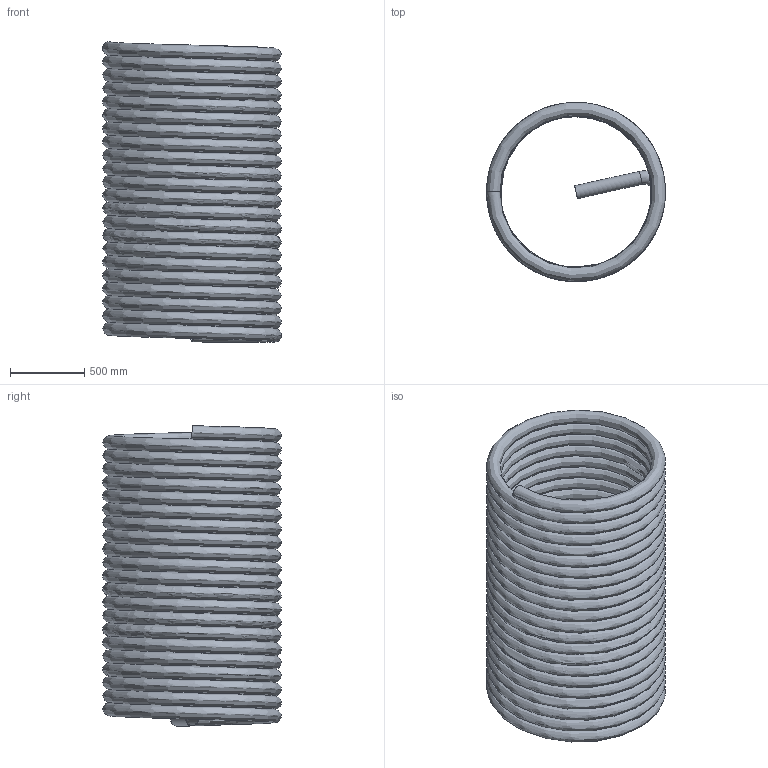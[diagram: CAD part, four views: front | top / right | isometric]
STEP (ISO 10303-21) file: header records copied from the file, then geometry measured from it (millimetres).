
FILE_DESCRIPTION(/* description */ ('','CAx-IF Rec.Pracs.---Representation and Presentation of Product Manufacturing Information (PMI)---3.8---2014-02-18'),/* implementation_level */ '2;1');
FILE_NAME(/* name */ 'Innenrohrschlange-WH.stp',/* time_stamp */ '2016-05-03T13:29:45+02:00',/* author */ ('Walter'),/* organization */ (''),/* preprocessor_version */ 'ST-DEVELOPER v16.1',/* originating_system */ 'Autodesk Inventor 2016',/* authorisation */ '');
FILE_SCHEMA (('AP242_MANAGED_MODEL_BASED_3D_ENGINEERING_MIM_LF { 1 0 10303 442 1 1 4 }'));
Length unit declared in the file: millimetre
Products named in the file (1): Innenrohrschlange-WH
Bounding box: 1205.9 x 1205.9 x 2026.43 mm (x, y, z)
Volume: 65567113.1 mm3; surface area: 40978342 mm2
Topology: 1 solids, 1 shells, 8 faces, 25 edges, 29 vertices
Faces by surface type: bspline 2, torus 2, cylinder 2, plane 2
Full cylindrical faces by diameter (mm): 82.5 x1, 88.9 x1
Entity records: 25491 total; most frequent: CARTESIAN_POINT 25269, DIRECTION 40, ORIENTED_EDGE 20, AXIS2_PLACEMENT_3D 16, EDGE_LOOP 14, TRIMMED_CURVE 10, EDGE_CURVE 10, CIRCLE 9
